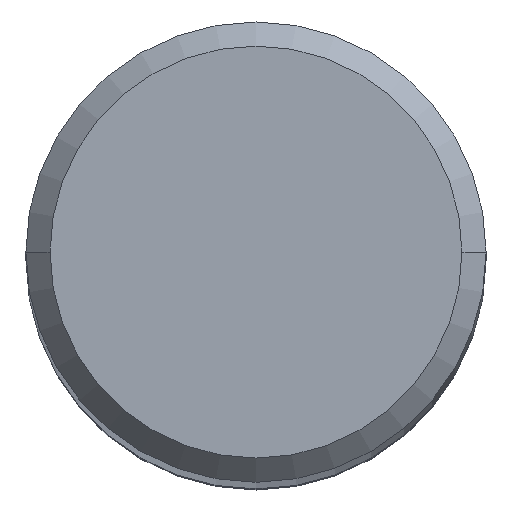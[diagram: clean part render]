
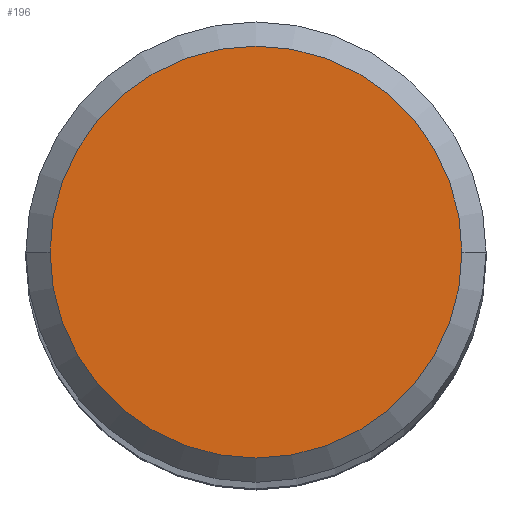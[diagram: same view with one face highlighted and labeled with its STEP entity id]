
A CAD part, top view. The second image highlights one B-rep face of the part: STEP entity #196.
In plain terms, the highlighted planar face has unit normal (0, 0, 1).
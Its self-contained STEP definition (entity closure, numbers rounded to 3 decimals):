
#141=FACE_OUTER_BOUND('',#265,.T.);
#196=ADVANCED_FACE('',(#141),#203,.F.);
#203=PLANE('',#1193);
#265=EDGE_LOOP('',(#506,#507));
#506=ORIENTED_EDGE('',*,*,#709,.T.);
#507=ORIENTED_EDGE('',*,*,#712,.T.);
#588=VERTEX_POINT('',#1853);
#589=VERTEX_POINT('',#1854);
#709=EDGE_CURVE('',#588,#589,#825,.T.);
#712=EDGE_CURVE('',#589,#588,#826,.T.);
#825=CIRCLE('',#1189,8.525);
#826=CIRCLE('',#1191,8.525);
#1189=AXIS2_PLACEMENT_3D('',#1852,#1564,#1565);
#1191=AXIS2_PLACEMENT_3D('',#1858,#1570,#1571);
#1193=AXIS2_PLACEMENT_3D('',#1860,#1574,#1575);
#1564=DIRECTION('',(0.,0.,1.));
#1565=DIRECTION('',(-1.,0.,0.));
#1570=DIRECTION('',(0.,0.,1.));
#1571=DIRECTION('',(1.,0.,0.));
#1574=DIRECTION('',(0.,0.,-1.));
#1575=DIRECTION('',(1.,0.,0.));
#1852=CARTESIAN_POINT('',(0.,0.,0.));
#1853=CARTESIAN_POINT('',(-8.525,0.,0.));
#1854=CARTESIAN_POINT('',(8.525,0.,0.));
#1858=CARTESIAN_POINT('',(0.,0.,0.));
#1860=CARTESIAN_POINT('',(0.,0.,0.));
